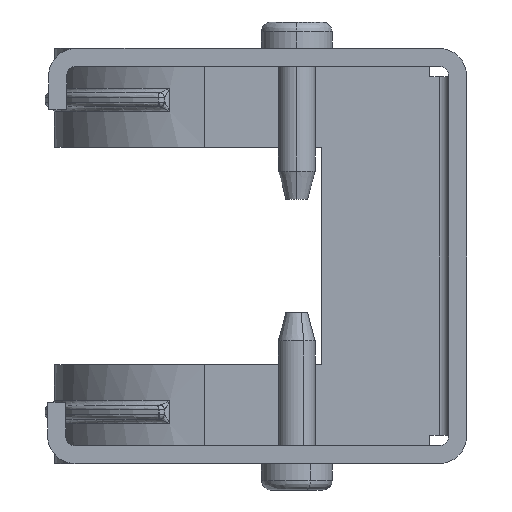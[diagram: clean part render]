
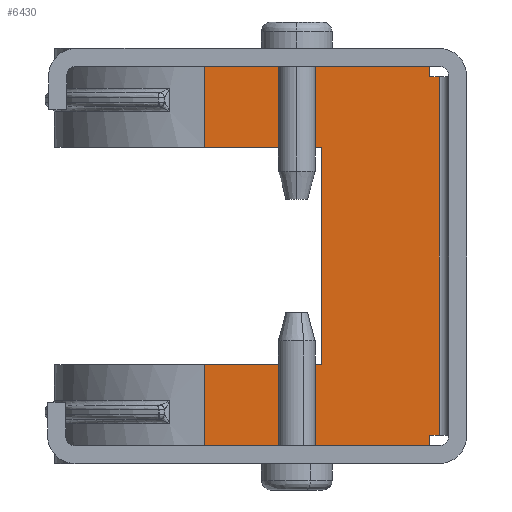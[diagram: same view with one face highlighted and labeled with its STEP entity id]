
A CAD part, left-side view. The second image highlights one B-rep face of the part: STEP entity #6430.
In plain terms, the highlighted planar face has unit normal (-1, 0, 0).
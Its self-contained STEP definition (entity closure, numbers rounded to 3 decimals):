
#236 = VERTEX_POINT ( 'NONE', #4721 ) ;
#279 = ORIENTED_EDGE ( 'NONE', *, *, #7767, .T. ) ;
#314 = CARTESIAN_POINT ( 'NONE',  ( 0., 25.9, 22. ) ) ;
#352 = LINE ( 'NONE', #3284, #10537 ) ;
#405 = ORIENTED_EDGE ( 'NONE', *, *, #7125, .T. ) ;
#464 = LINE ( 'NONE', #3987, #8056 ) ;
#595 = ORIENTED_EDGE ( 'NONE', *, *, #7317, .T. ) ;
#698 = ORIENTED_EDGE ( 'NONE', *, *, #9612, .T. ) ;
#1053 = CARTESIAN_POINT ( 'NONE',  ( 0., 0., 22. ) ) ;
#1143 = VERTEX_POINT ( 'NONE', #7200 ) ;
#1188 = LINE ( 'NONE', #2823, #9632 ) ;
#1190 = CARTESIAN_POINT ( 'NONE',  ( 0., 25.9, -22. ) ) ;
#1269 = LINE ( 'NONE', #3382, #10639 ) ;
#1426 = LINE ( 'NONE', #4135, #3876 ) ;
#1474 = VECTOR ( 'NONE', #3218, 1000. ) ;
#1626 = DIRECTION ( 'NONE',  ( 0., 1., 0. ) ) ;
#1978 = CARTESIAN_POINT ( 'NONE',  ( 0., 25.9, 22. ) ) ;
#2162 = DIRECTION ( 'NONE',  ( -1., 0., 0. ) ) ;
#2710 = VERTEX_POINT ( 'NONE', #9511 ) ;
#2721 = VERTEX_POINT ( 'NONE', #10143 ) ;
#2788 = DIRECTION ( 'NONE',  ( 0., 0., -1. ) ) ;
#2794 = CARTESIAN_POINT ( 'NONE',  ( 0., 13.464, 22. ) ) ;
#2823 = CARTESIAN_POINT ( 'NONE',  ( 0., 0., -11.5 ) ) ;
#2893 = DIRECTION ( 'NONE',  ( 0., 1., 0. ) ) ;
#3218 = DIRECTION ( 'NONE',  ( 0., 0., -1. ) ) ;
#3224 = DIRECTION ( 'NONE',  ( 0., 0., 1. ) ) ;
#3234 = CARTESIAN_POINT ( 'NONE',  ( 0., 25.9, 22. ) ) ;
#3284 = CARTESIAN_POINT ( 'NONE',  ( 0., 0., -22. ) ) ;
#3382 = CARTESIAN_POINT ( 'NONE',  ( 0., 1., 38.196 ) ) ;
#3444 = DIRECTION ( 'NONE',  ( 0., -1., 0. ) ) ;
#3618 = CARTESIAN_POINT ( 'NONE',  ( 0., 1., 19. ) ) ;
#3820 = LINE ( 'NONE', #1978, #9038 ) ;
#3876 = VECTOR ( 'NONE', #4205, 1000. ) ;
#3923 = FACE_OUTER_BOUND ( 'NONE', #4184, .T. ) ;
#3985 = DIRECTION ( 'NONE',  ( 0., 0., 1. ) ) ;
#3987 = CARTESIAN_POINT ( 'NONE',  ( 0., 2., 22. ) ) ;
#4135 = CARTESIAN_POINT ( 'NONE',  ( 0., 0., 11.5 ) ) ;
#4184 = EDGE_LOOP ( 'NONE', ( #10643, #279, #5599, #8784, #9607, #11519, #10391, #10928, #405, #595, #698, #10853 ) ) ;
#4188 = VECTOR ( 'NONE', #6150, 1000. ) ;
#4205 = DIRECTION ( 'NONE',  ( 0., -1., 0. ) ) ;
#4374 = LINE ( 'NONE', #6092, #4188 ) ;
#4576 = AXIS2_PLACEMENT_3D ( 'NONE', #1053, #2162, #6818 ) ;
#4664 = DIRECTION ( 'NONE',  ( 0., 0., -1. ) ) ;
#4721 = CARTESIAN_POINT ( 'NONE',  ( 0., 2., -19. ) ) ;
#5007 = CARTESIAN_POINT ( 'NONE',  ( 0., 1., -19. ) ) ;
#5193 = VERTEX_POINT ( 'NONE', #314 ) ;
#5353 = CARTESIAN_POINT ( 'NONE',  ( 0., -3.362, 19. ) ) ;
#5599 = ORIENTED_EDGE ( 'NONE', *, *, #7248, .T. ) ;
#5810 = PLANE ( 'NONE',  #4576 ) ;
#5944 = CARTESIAN_POINT ( 'NONE',  ( 0., 13.464, 11.5 ) ) ;
#6092 = CARTESIAN_POINT ( 'NONE',  ( 0., -3.362, -19. ) ) ;
#6099 = VERTEX_POINT ( 'NONE', #5944 ) ;
#6150 = DIRECTION ( 'NONE',  ( 0., -1., 0. ) ) ;
#6379 = CARTESIAN_POINT ( 'NONE',  ( 0., 0., 22. ) ) ;
#6430 = ADVANCED_FACE ( 'NONE', ( #3923 ), #5810, .T. ) ;
#6818 = DIRECTION ( 'NONE',  ( 0., 0., 1. ) ) ;
#7023 = VECTOR ( 'NONE', #7054, 1000. ) ;
#7054 = DIRECTION ( 'NONE',  ( 0., 1., 0. ) ) ;
#7125 = EDGE_CURVE ( 'NONE', #236, #9972, #4374, .T. ) ;
#7200 = CARTESIAN_POINT ( 'NONE',  ( 0., 13.464, -11.5 ) ) ;
#7248 = EDGE_CURVE ( 'NONE', #2721, #6099, #1426, .T. ) ;
#7317 = EDGE_CURVE ( 'NONE', #9972, #10769, #1269, .T. ) ;
#7489 = CARTESIAN_POINT ( 'NONE',  ( 0., 2., 22. ) ) ;
#7767 = EDGE_CURVE ( 'NONE', #5193, #2721, #3820, .T. ) ;
#7805 = EDGE_CURVE ( 'NONE', #9181, #5193, #9312, .T. ) ;
#7917 = EDGE_CURVE ( 'NONE', #2710, #9181, #8101, .T. ) ;
#8040 = EDGE_CURVE ( 'NONE', #10393, #236, #464, .T. ) ;
#8056 = VECTOR ( 'NONE', #3985, 1000. ) ;
#8101 = LINE ( 'NONE', #10724, #12150 ) ;
#8148 = EDGE_CURVE ( 'NONE', #9629, #10393, #352, .T. ) ;
#8152 = EDGE_CURVE ( 'NONE', #8739, #9629, #8428, .T. ) ;
#8226 = EDGE_CURVE ( 'NONE', #1143, #8739, #1188, .T. ) ;
#8236 = EDGE_CURVE ( 'NONE', #6099, #1143, #10902, .T. ) ;
#8428 = LINE ( 'NONE', #3234, #1474 ) ;
#8739 = VERTEX_POINT ( 'NONE', #9523 ) ;
#8784 = ORIENTED_EDGE ( 'NONE', *, *, #8236, .T. ) ;
#9038 = VECTOR ( 'NONE', #4664, 1000. ) ;
#9181 = VERTEX_POINT ( 'NONE', #7489 ) ;
#9312 = LINE ( 'NONE', #6379, #7023 ) ;
#9511 = CARTESIAN_POINT ( 'NONE',  ( 0., 2., 19. ) ) ;
#9523 = CARTESIAN_POINT ( 'NONE',  ( 0., 25.9, -11.5 ) ) ;
#9607 = ORIENTED_EDGE ( 'NONE', *, *, #8226, .T. ) ;
#9612 = EDGE_CURVE ( 'NONE', #10769, #2710, #9925, .T. ) ;
#9629 = VERTEX_POINT ( 'NONE', #1190 ) ;
#9632 = VECTOR ( 'NONE', #2893, 1000. ) ;
#9709 = VECTOR ( 'NONE', #2788, 1000. ) ;
#9719 = CARTESIAN_POINT ( 'NONE',  ( 0., 2., -22. ) ) ;
#9925 = LINE ( 'NONE', #5353, #10931 ) ;
#9972 = VERTEX_POINT ( 'NONE', #5007 ) ;
#10143 = CARTESIAN_POINT ( 'NONE',  ( 0., 25.9, 11.5 ) ) ;
#10391 = ORIENTED_EDGE ( 'NONE', *, *, #8148, .T. ) ;
#10393 = VERTEX_POINT ( 'NONE', #9719 ) ;
#10537 = VECTOR ( 'NONE', #3444, 1000. ) ;
#10639 = VECTOR ( 'NONE', #3224, 1000. ) ;
#10643 = ORIENTED_EDGE ( 'NONE', *, *, #7805, .T. ) ;
#10670 = DIRECTION ( 'NONE',  ( 0., 0., 1. ) ) ;
#10724 = CARTESIAN_POINT ( 'NONE',  ( 0., 2., 22. ) ) ;
#10769 = VERTEX_POINT ( 'NONE', #3618 ) ;
#10853 = ORIENTED_EDGE ( 'NONE', *, *, #7917, .T. ) ;
#10902 = LINE ( 'NONE', #2794, #9709 ) ;
#10928 = ORIENTED_EDGE ( 'NONE', *, *, #8040, .T. ) ;
#10931 = VECTOR ( 'NONE', #1626, 1000. ) ;
#11519 = ORIENTED_EDGE ( 'NONE', *, *, #8152, .T. ) ;
#12150 = VECTOR ( 'NONE', #10670, 1000. ) ;
